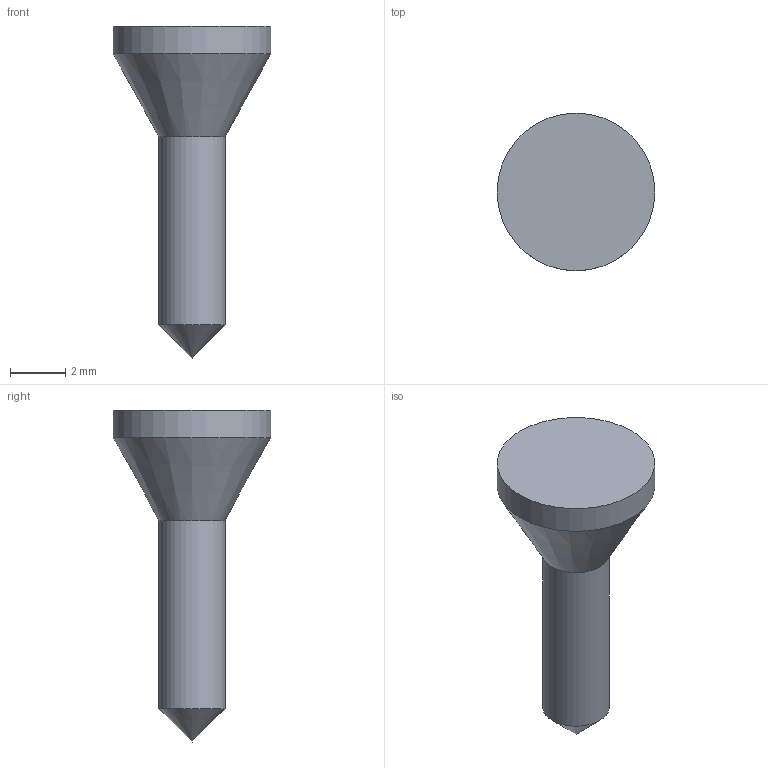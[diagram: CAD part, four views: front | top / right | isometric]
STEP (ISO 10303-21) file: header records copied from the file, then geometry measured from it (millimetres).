
FILE_DESCRIPTION(('FreeCAD Model'),'2;1');
FILE_NAME('Vis_Autotaraudeuse 2x8.step','2020-03-28T10:42:55',( 'Almisuifre'),(''),'Open CASCADE STEP processor 6.8','FreeCAD', 'Unknown');
FILE_SCHEMA(('AUTOMOTIVE_DESIGN_CC2 { 1 2 10303 214 -1 1 5 4 }'));
Length unit declared in the file: millimetre
Products named in the file (1): Vis_Autotaraudeuse_2x8
Bounding box: 5.7 x 5.7 x 12 mm (x, y, z)
Volume: 98.9 mm3; surface area: 144.7 mm2
Topology: 1 solids, 1 shells, 5 faces, 9 edges, 5 vertices
Faces by surface type: cylinder 2, cone 2, plane 1
Full cylindrical faces by diameter (mm): 2.4 x1, 5.7 x1
Entity records: 243 total; most frequent: DIRECTION 40, CARTESIAN_POINT 35, LINE 19, VECTOR 19, ORIENTED_EDGE 16, PCURVE 16, DEFINITIONAL_REPRESENTATION 16, AXIS2_PLACEMENT_3D 10
